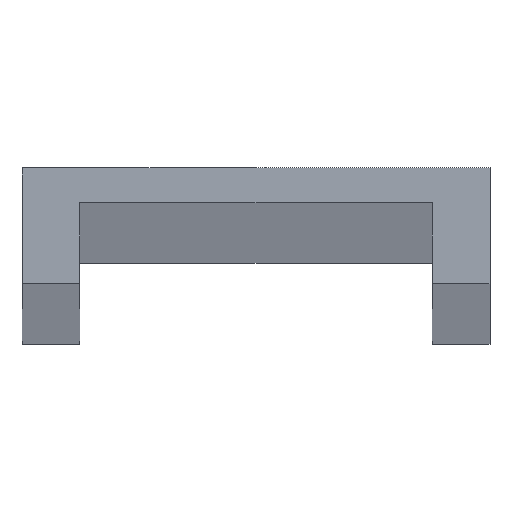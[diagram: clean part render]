
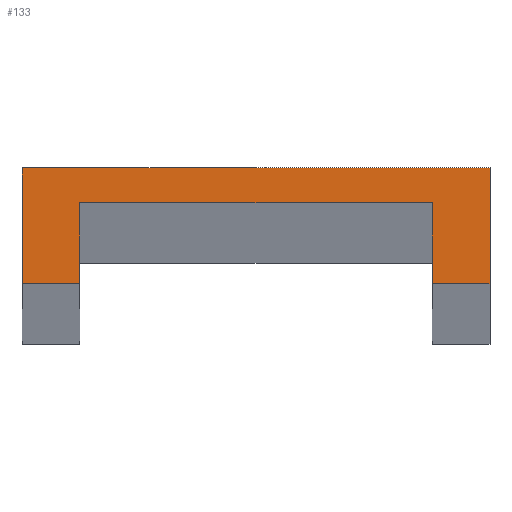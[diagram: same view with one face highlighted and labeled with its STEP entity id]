
A CAD part, top view. The second image highlights one B-rep face of the part: STEP entity #133.
In plain terms, the highlighted planar face has unit normal (0, 0, 1).
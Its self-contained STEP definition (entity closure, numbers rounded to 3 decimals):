
#4 = VECTOR ( 'NONE', #37, 1000. ) ;
#8 = CARTESIAN_POINT ( 'NONE',  ( 20.25, 0., 0. ) ) ;
#12 = DIRECTION ( 'NONE',  ( 0., 0., 1. ) ) ;
#17 = CARTESIAN_POINT ( 'NONE',  ( 15.25, -10., 0. ) ) ;
#22 = EDGE_LOOP ( 'NONE', ( #173, #114, #251, #55, #48, #280, #309, #175 ) ) ;
#26 = VECTOR ( 'NONE', #92, 1000. ) ;
#30 = VECTOR ( 'NONE', #328, 1000. ) ;
#33 = LINE ( 'NONE', #323, #138 ) ;
#34 = DIRECTION ( 'NONE',  ( 0., -1., 0. ) ) ;
#35 = EDGE_CURVE ( 'NONE', #319, #236, #326, .T. ) ;
#36 = DIRECTION ( 'NONE',  ( 1., 0., 0. ) ) ;
#37 = DIRECTION ( 'NONE',  ( -1., 0., 0. ) ) ;
#47 = EDGE_CURVE ( 'NONE', #220, #203, #217, .T. ) ;
#48 = ORIENTED_EDGE ( 'NONE', *, *, #35, .T. ) ;
#53 = EDGE_CURVE ( 'NONE', #300, #71, #241, .T. ) ;
#55 = ORIENTED_EDGE ( 'NONE', *, *, #142, .T. ) ;
#60 = EDGE_CURVE ( 'NONE', #203, #265, #222, .T. ) ;
#62 = VERTEX_POINT ( 'NONE', #303 ) ;
#65 = CARTESIAN_POINT ( 'NONE',  ( -15.25, -3., 0. ) ) ;
#71 = VERTEX_POINT ( 'NONE', #65 ) ;
#88 = CARTESIAN_POINT ( 'NONE',  ( -20.25, 0., 0. ) ) ;
#91 = CARTESIAN_POINT ( 'NONE',  ( 15.25, -3., 0. ) ) ;
#92 = DIRECTION ( 'NONE',  ( 0., -1., 0. ) ) ;
#95 = LINE ( 'NONE', #112, #314 ) ;
#100 = LINE ( 'NONE', #212, #308 ) ;
#112 = CARTESIAN_POINT ( 'NONE',  ( 20.25, 0., 0. ) ) ;
#114 = ORIENTED_EDGE ( 'NONE', *, *, #286, .T. ) ;
#133 = ADVANCED_FACE ( 'NONE', ( #257 ), #293, .T. ) ;
#134 = DIRECTION ( 'NONE',  ( 1., 0., 0. ) ) ;
#138 = VECTOR ( 'NONE', #134, 1000. ) ;
#142 = EDGE_CURVE ( 'NONE', #71, #319, #33, .T. ) ;
#162 = CARTESIAN_POINT ( 'NONE',  ( 15.25, -10., 0. ) ) ;
#167 = AXIS2_PLACEMENT_3D ( 'NONE', #240, #12, #36 ) ;
#168 = LINE ( 'NONE', #266, #179 ) ;
#172 = CARTESIAN_POINT ( 'NONE',  ( -20.25, -10., 0. ) ) ;
#173 = ORIENTED_EDGE ( 'NONE', *, *, #60, .T. ) ;
#175 = ORIENTED_EDGE ( 'NONE', *, *, #47, .T. ) ;
#179 = VECTOR ( 'NONE', #278, 1000. ) ;
#195 = CARTESIAN_POINT ( 'NONE',  ( -15.25, -3., 0. ) ) ;
#197 = CARTESIAN_POINT ( 'NONE',  ( -20.25, 0., 0. ) ) ;
#201 = DIRECTION ( 'NONE',  ( 0., 1., 0. ) ) ;
#203 = VERTEX_POINT ( 'NONE', #290 ) ;
#207 = EDGE_CURVE ( 'NONE', #236, #62, #100, .T. ) ;
#212 = CARTESIAN_POINT ( 'NONE',  ( 20.25, -10., 0. ) ) ;
#217 = LINE ( 'NONE', #88, #4 ) ;
#220 = VERTEX_POINT ( 'NONE', #8 ) ;
#221 = CARTESIAN_POINT ( 'NONE',  ( -15.25, -10., 0. ) ) ;
#222 = LINE ( 'NONE', #197, #26 ) ;
#232 = EDGE_CURVE ( 'NONE', #62, #220, #95, .T. ) ;
#236 = VERTEX_POINT ( 'NONE', #17 ) ;
#240 = CARTESIAN_POINT ( 'NONE',  ( 0., 0., 0. ) ) ;
#241 = LINE ( 'NONE', #195, #30 ) ;
#251 = ORIENTED_EDGE ( 'NONE', *, *, #53, .T. ) ;
#257 = FACE_OUTER_BOUND ( 'NONE', #22, .T. ) ;
#265 = VERTEX_POINT ( 'NONE', #172 ) ;
#266 = CARTESIAN_POINT ( 'NONE',  ( -20.25, -10., 0. ) ) ;
#278 = DIRECTION ( 'NONE',  ( 1., 0., 0. ) ) ;
#280 = ORIENTED_EDGE ( 'NONE', *, *, #207, .T. ) ;
#286 = EDGE_CURVE ( 'NONE', #265, #300, #168, .T. ) ;
#290 = CARTESIAN_POINT ( 'NONE',  ( -20.25, 0., 0. ) ) ;
#293 = PLANE ( 'NONE',  #167 ) ;
#300 = VERTEX_POINT ( 'NONE', #221 ) ;
#302 = VECTOR ( 'NONE', #34, 1000. ) ;
#303 = CARTESIAN_POINT ( 'NONE',  ( 20.25, -10., 0. ) ) ;
#308 = VECTOR ( 'NONE', #318, 1000. ) ;
#309 = ORIENTED_EDGE ( 'NONE', *, *, #232, .T. ) ;
#314 = VECTOR ( 'NONE', #201, 1000. ) ;
#318 = DIRECTION ( 'NONE',  ( 1., 0., 0. ) ) ;
#319 = VERTEX_POINT ( 'NONE', #91 ) ;
#323 = CARTESIAN_POINT ( 'NONE',  ( 15.25, -3., 0. ) ) ;
#326 = LINE ( 'NONE', #162, #302 ) ;
#328 = DIRECTION ( 'NONE',  ( 0., 1., 0. ) ) ;
